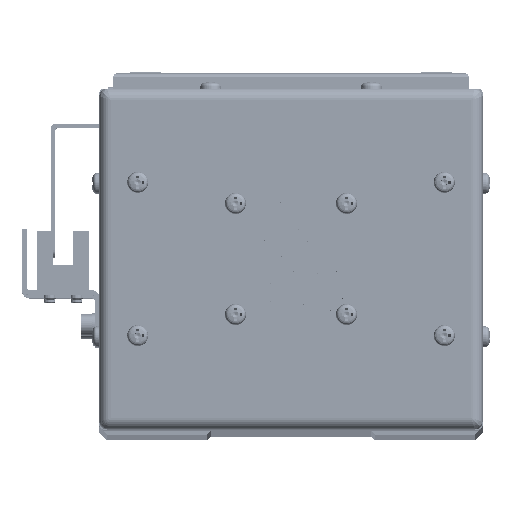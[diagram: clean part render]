
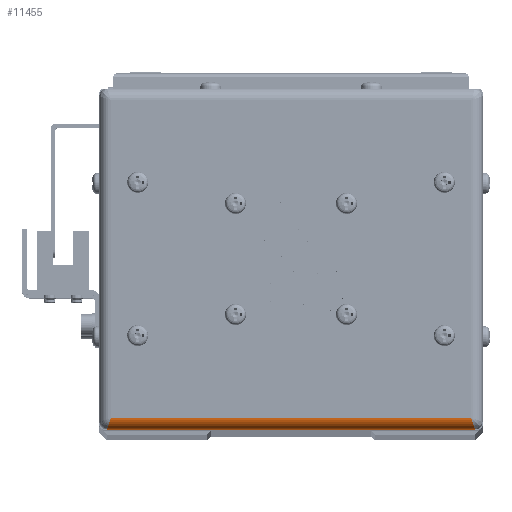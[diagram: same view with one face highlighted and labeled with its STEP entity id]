
A CAD part, top view. The second image highlights one B-rep face of the part: STEP entity #11455.
In plain terms, the highlighted cylindrical face has radius 3 mm (diameter 6 mm), a partial arc.
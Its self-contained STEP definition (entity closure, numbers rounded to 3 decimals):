
#5105 = CARTESIAN_POINT ( 'NONE',  ( 48., -44.5, -0.5 ) ) ;
#7665 = FACE_OUTER_BOUND ( 'NONE', #71050, .T. ) ;
#10176 = DIRECTION ( 'NONE',  ( -1., 0., 0. ) ) ;
#11455 = ADVANCED_FACE ( 'NONE', ( #7665 ), #29583, .T. ) ;
#18836 = DIRECTION ( 'NONE',  ( 1., 0., 0. ) ) ;
#24349 = VERTEX_POINT ( 'NONE', #100481 ) ;
#24704 = ORIENTED_EDGE ( 'NONE', *, *, #39019, .F. ) ;
#25714 = CARTESIAN_POINT ( 'NONE',  ( 47.586, -43.257, 2.5 ) ) ;
#29583 = CYLINDRICAL_SURFACE ( 'NONE', #102050, 3. ) ;
#30927 = ORIENTED_EDGE ( 'NONE', *, *, #78986, .F. ) ;
#39019 = EDGE_CURVE ( 'NONE', #104968, #52186, #44999, .T. ) ;
#41904 = ORIENTED_EDGE ( 'NONE', *, *, #86576, .T. ) ;
#44999 = LINE ( 'NONE', #74787, #47916 ) ;
#47598 = VERTEX_POINT ( 'NONE', #49078 ) ;
#47916 = VECTOR ( 'NONE', #10176, 1000. ) ;
#49078 = CARTESIAN_POINT ( 'NONE',  ( 47., -41.5, 2.5 ) ) ;
#52186 = VERTEX_POINT ( 'NONE', #76697 ) ;
#53591 = CARTESIAN_POINT ( 'NONE',  ( 48., -44.5, -0.5 ) ) ;
#57871 = CARTESIAN_POINT ( 'NONE',  ( -48., -44.5, -0.5 ) ) ;
#59976 = DIRECTION ( 'NONE',  ( 0., 0., 1. ) ) ;
#61417 = DIRECTION ( 'NONE',  ( -1., 0., 0. ) ) ;
#64282 = CARTESIAN_POINT ( 'NONE',  ( -48., -41.5, -0.5 ) ) ;
#68060 = EDGE_CURVE ( 'NONE', #47598, #104968, #80736, .T. ) ;
#69398 = ORIENTED_EDGE ( 'NONE', *, *, #68060, .F. ) ;
#71050 = EDGE_LOOP ( 'NONE', ( #41904, #24704, #69398, #30927 ) ) ;
#74787 = CARTESIAN_POINT ( 'NONE',  ( -48., -44.5, -0.5 ) ) ;
#75096 = CARTESIAN_POINT ( 'NONE',  ( -47., -41.5, 2.5 ) ) ;
#75489 = CARTESIAN_POINT ( 'NONE',  ( -47.586, -43.257, 2.5 ) ) ;
#76697 = CARTESIAN_POINT ( 'NONE',  ( -48., -44.5, -0.5 ) ) ;
#78986 = EDGE_CURVE ( 'NONE', #24349, #47598, #99424, .T. ) ;
#80736 =( BOUNDED_CURVE ( )  B_SPLINE_CURVE ( 3, ( #80823, #25714, #108529, #53591 ),
 .UNSPECIFIED., .F., .T. ) 
 B_SPLINE_CURVE_WITH_KNOTS ( ( 4, 4 ),
 ( 4.712, 6.283 ),
 .UNSPECIFIED. ) 
 CURVE ( )  GEOMETRIC_REPRESENTATION_ITEM ( )  RATIONAL_B_SPLINE_CURVE ( ( 1., 0.805, 0.805, 1. ) ) 
 REPRESENTATION_ITEM ( '' )  );
#80823 = CARTESIAN_POINT ( 'NONE',  ( 47., -41.5, 2.5 ) ) ;
#86576 = EDGE_CURVE ( 'NONE', #24349, #52186, #115766, .T. ) ;
#99424 = LINE ( 'NONE', #110619, #117975 ) ;
#100481 = CARTESIAN_POINT ( 'NONE',  ( -47., -41.5, 2.5 ) ) ;
#102050 = AXIS2_PLACEMENT_3D ( 'NONE', #64282, #61417, #59976 ) ;
#104968 = VERTEX_POINT ( 'NONE', #5105 ) ;
#108529 = CARTESIAN_POINT ( 'NONE',  ( 48., -44.5, 1.257 ) ) ;
#110619 = CARTESIAN_POINT ( 'NONE',  ( 48., -41.5, 2.5 ) ) ;
#112830 = CARTESIAN_POINT ( 'NONE',  ( -48., -44.5, 1.257 ) ) ;
#115766 =( BOUNDED_CURVE ( )  B_SPLINE_CURVE ( 3, ( #75096, #75489, #112830, #57871 ),
 .UNSPECIFIED., .F., .F. ) 
 B_SPLINE_CURVE_WITH_KNOTS ( ( 4, 4 ),
 ( 4.712, 6.283 ),
 .UNSPECIFIED. ) 
 CURVE ( )  GEOMETRIC_REPRESENTATION_ITEM ( )  RATIONAL_B_SPLINE_CURVE ( ( 1., 0.805, 0.805, 1. ) ) 
 REPRESENTATION_ITEM ( '' )  );
#117975 = VECTOR ( 'NONE', #18836, 1000. ) ;
